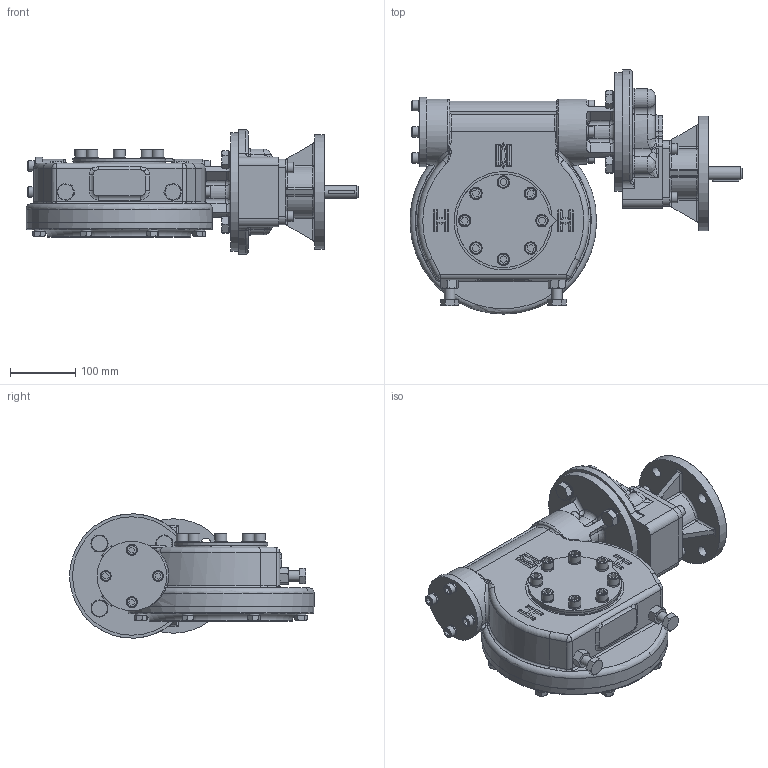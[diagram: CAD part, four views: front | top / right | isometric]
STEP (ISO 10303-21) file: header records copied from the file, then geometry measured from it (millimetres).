
FILE_DESCRIPTION(/* description */ ('Unknown'),/* implementation_level */ '2;1');
FILE_NAME(/* name */ 'PUB-IW5-IR1S_SOLID_0-1',/* time_stamp */ '2019-11-12T14:16:41+00:00',/* author */ ('Unknown'),/* organization */ ('Unknown'),/* preprocessor_version */ 'ST-DEVELOPER v16.7',/* originating_system */ 'DEX',/* authorisation */ $);
FILE_SCHEMA (('AUTOMOTIVE_DESIGN {1 0 10303 214 3 1 1}'));
Products named in the file (1): PUB-IW5-IR1S_SOLID_0-1
Bounding box: 507.15 x 373.07 x 189.82 mm (x, y, z)
Volume: 9486777.7 mm3; surface area: 519822.2 mm2
Topology: 1 solids, 1 shells, 1615 faces, 4045 edges, 2503 vertices
Faces by surface type: plane 1023, cylinder 236, cone 136, bspline 105, torus 93, sphere 22
Full cylindrical faces by diameter (mm): 0.5 x1, 13.835 x8, 16 x14, 16.5 x4, 16.6 x20, 18 x8, 19 x8, 20 x1, 25.4 x8, 30 x1, 100 x4, 106.25 x1, 140 x1, 150.25 x1, 175 x1, 181 x1
Entity records: 50227 total; most frequent: CARTESIAN_POINT 14286, ORIENTED_EDGE 7640, DIRECTION 6935, EDGE_CURVE 3820, VERTEX_POINT 2452, AXIS2_PLACEMENT_3D 2357, LINE 2221, VECTOR 2221
